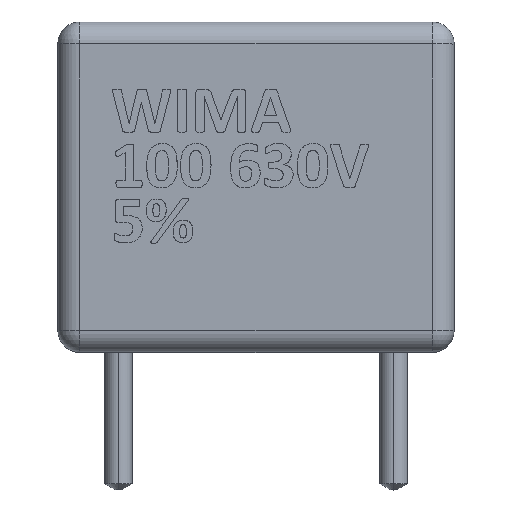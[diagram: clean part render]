
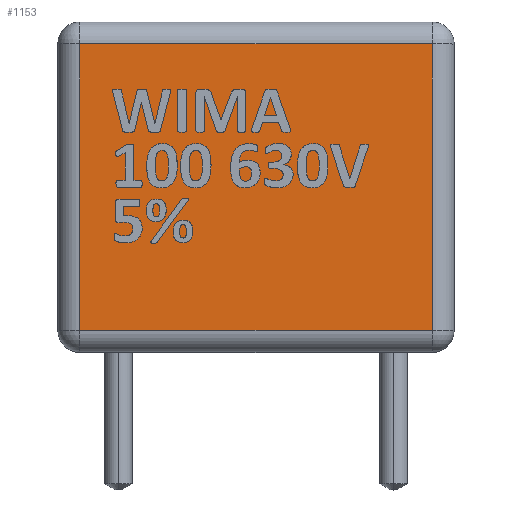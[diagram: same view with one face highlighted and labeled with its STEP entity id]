
A CAD part, top view. The second image highlights one B-rep face of the part: STEP entity #1153.
In plain terms, the highlighted planar face has unit normal (0, 0, 1).
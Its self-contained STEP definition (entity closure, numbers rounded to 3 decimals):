
#343 = CYLINDRICAL_SURFACE('',#344,0.4);
#344 = AXIS2_PLACEMENT_3D('',#345,#346,#347);
#345 = CARTESIAN_POINT('',(-1.465,0.4,1.85));
#346 = DIRECTION('',(1.,0.,0.));
#347 = DIRECTION('',(0.,0.,-1.));
#601 = VERTEX_POINT('',#602);
#602 = CARTESIAN_POINT('',(-1.065,0.4,2.25));
#647 = VERTEX_POINT('',#648);
#648 = CARTESIAN_POINT('',(5.335,0.4,2.25));
#696 = EDGE_CURVE('',#601,#647,#697,.T.);
#697 = SURFACE_CURVE('',#698,(#702,#708),.PCURVE_S1.);
#698 = LINE('',#699,#700);
#699 = CARTESIAN_POINT('',(-1.465,0.4,2.25));
#700 = VECTOR('',#701,1.);
#701 = DIRECTION('',(1.,0.,0.));
#702 = PCURVE('',#343,#703);
#703 = DEFINITIONAL_REPRESENTATION('',(#704),#707);
#704 = B_SPLINE_CURVE_WITH_KNOTS('',1,(#705,#706),.UNSPECIFIED.,.F.,.F.,
  (2,2),(0.4,6.8),.PIECEWISE_BEZIER_KNOTS.);
#705 = CARTESIAN_POINT('',(3.142,0.4));
#706 = CARTESIAN_POINT('',(3.142,6.8));
#707 = ( GEOMETRIC_REPRESENTATION_CONTEXT(2) 
PARAMETRIC_REPRESENTATION_CONTEXT() REPRESENTATION_CONTEXT('2D SPACE',''
  ) );
#708 = PCURVE('',#709,#714);
#709 = PLANE('',#710);
#710 = AXIS2_PLACEMENT_3D('',#711,#712,#713);
#711 = CARTESIAN_POINT('',(-1.465,6.,2.25));
#712 = DIRECTION('',(0.,0.,-1.));
#713 = DIRECTION('',(-1.,0.,0.));
#714 = DEFINITIONAL_REPRESENTATION('',(#715),#719);
#715 = LINE('',#716,#717);
#716 = CARTESIAN_POINT('',(0.,-5.6));
#717 = VECTOR('',#718,1.);
#718 = DIRECTION('',(-1.,0.));
#719 = ( GEOMETRIC_REPRESENTATION_CONTEXT(2) 
PARAMETRIC_REPRESENTATION_CONTEXT() REPRESENTATION_CONTEXT('2D SPACE',''
  ) );
#1040 = CYLINDRICAL_SURFACE('',#1041,0.4);
#1041 = AXIS2_PLACEMENT_3D('',#1042,#1043,#1044);
#1042 = CARTESIAN_POINT('',(-1.065,6.,1.85));
#1043 = DIRECTION('',(0.,-1.,0.));
#1044 = DIRECTION('',(0.,0.,-1.));
#1153 = ADVANCED_FACE('',(#1154),#709,.F.);
#1154 = FACE_BOUND('',#1155,.F.);
#1155 = EDGE_LOOP('',(#1156,#1157,#1179,#1206));
#1156 = ORIENTED_EDGE('',*,*,#696,.F.);
#1157 = ORIENTED_EDGE('',*,*,#1158,.F.);
#1158 = EDGE_CURVE('',#1159,#601,#1161,.T.);
#1159 = VERTEX_POINT('',#1160);
#1160 = CARTESIAN_POINT('',(-1.065,5.6,2.25));
#1161 = SURFACE_CURVE('',#1162,(#1166,#1173),.PCURVE_S1.);
#1162 = LINE('',#1163,#1164);
#1163 = CARTESIAN_POINT('',(-1.065,6.,2.25));
#1164 = VECTOR('',#1165,1.);
#1165 = DIRECTION('',(0.,-1.,0.));
#1166 = PCURVE('',#709,#1167);
#1167 = DEFINITIONAL_REPRESENTATION('',(#1168),#1172);
#1168 = LINE('',#1169,#1170);
#1169 = CARTESIAN_POINT('',(-0.4,0.));
#1170 = VECTOR('',#1171,1.);
#1171 = DIRECTION('',(0.,-1.));
#1172 = ( GEOMETRIC_REPRESENTATION_CONTEXT(2) 
PARAMETRIC_REPRESENTATION_CONTEXT() REPRESENTATION_CONTEXT('2D SPACE',''
  ) );
#1173 = PCURVE('',#1040,#1174);
#1174 = DEFINITIONAL_REPRESENTATION('',(#1175),#1178);
#1175 = B_SPLINE_CURVE_WITH_KNOTS('',1,(#1176,#1177),.UNSPECIFIED.,.F.,
  .F.,(2,2),(0.4,5.6),.PIECEWISE_BEZIER_KNOTS.);
#1176 = CARTESIAN_POINT('',(3.142,0.4));
#1177 = CARTESIAN_POINT('',(3.142,5.6));
#1178 = ( GEOMETRIC_REPRESENTATION_CONTEXT(2) 
PARAMETRIC_REPRESENTATION_CONTEXT() REPRESENTATION_CONTEXT('2D SPACE',''
  ) );
#1179 = ORIENTED_EDGE('',*,*,#1180,.F.);
#1180 = EDGE_CURVE('',#1181,#1159,#1183,.T.);
#1181 = VERTEX_POINT('',#1182);
#1182 = CARTESIAN_POINT('',(5.335,5.6,2.25));
#1183 = SURFACE_CURVE('',#1184,(#1188,#1195),.PCURVE_S1.);
#1184 = LINE('',#1185,#1186);
#1185 = CARTESIAN_POINT('',(-1.465,5.6,2.25));
#1186 = VECTOR('',#1187,1.);
#1187 = DIRECTION('',(-1.,0.,0.));
#1188 = PCURVE('',#709,#1189);
#1189 = DEFINITIONAL_REPRESENTATION('',(#1190),#1194);
#1190 = LINE('',#1191,#1192);
#1191 = CARTESIAN_POINT('',(0.,-0.4));
#1192 = VECTOR('',#1193,1.);
#1193 = DIRECTION('',(1.,0.));
#1194 = ( GEOMETRIC_REPRESENTATION_CONTEXT(2) 
PARAMETRIC_REPRESENTATION_CONTEXT() REPRESENTATION_CONTEXT('2D SPACE',''
  ) );
#1195 = PCURVE('',#1196,#1201);
#1196 = CYLINDRICAL_SURFACE('',#1197,0.4);
#1197 = AXIS2_PLACEMENT_3D('',#1198,#1199,#1200);
#1198 = CARTESIAN_POINT('',(-1.465,5.6,1.85));
#1199 = DIRECTION('',(-1.,0.,0.));
#1200 = DIRECTION('',(0.,0.,1.));
#1201 = DEFINITIONAL_REPRESENTATION('',(#1202),#1205);
#1202 = B_SPLINE_CURVE_WITH_KNOTS('',1,(#1203,#1204),.UNSPECIFIED.,.F.,
  .F.,(2,2),(-6.8,-0.4),.PIECEWISE_BEZIER_KNOTS.);
#1203 = CARTESIAN_POINT('',(0.,-6.8));
#1204 = CARTESIAN_POINT('',(0.,-0.4));
#1205 = ( GEOMETRIC_REPRESENTATION_CONTEXT(2) 
PARAMETRIC_REPRESENTATION_CONTEXT() REPRESENTATION_CONTEXT('2D SPACE',''
  ) );
#1206 = ORIENTED_EDGE('',*,*,#1207,.F.);
#1207 = EDGE_CURVE('',#647,#1181,#1208,.T.);
#1208 = SURFACE_CURVE('',#1209,(#1213,#1220),.PCURVE_S1.);
#1209 = LINE('',#1210,#1211);
#1210 = CARTESIAN_POINT('',(5.335,6.,2.25));
#1211 = VECTOR('',#1212,1.);
#1212 = DIRECTION('',(0.,1.,0.));
#1213 = PCURVE('',#709,#1214);
#1214 = DEFINITIONAL_REPRESENTATION('',(#1215),#1219);
#1215 = LINE('',#1216,#1217);
#1216 = CARTESIAN_POINT('',(-6.8,0.));
#1217 = VECTOR('',#1218,1.);
#1218 = DIRECTION('',(0.,1.));
#1219 = ( GEOMETRIC_REPRESENTATION_CONTEXT(2) 
PARAMETRIC_REPRESENTATION_CONTEXT() REPRESENTATION_CONTEXT('2D SPACE',''
  ) );
#1220 = PCURVE('',#1221,#1226);
#1221 = CYLINDRICAL_SURFACE('',#1222,0.4);
#1222 = AXIS2_PLACEMENT_3D('',#1223,#1224,#1225);
#1223 = CARTESIAN_POINT('',(5.335,6.,1.85));
#1224 = DIRECTION('',(0.,-1.,0.));
#1225 = DIRECTION('',(0.,0.,-1.));
#1226 = DEFINITIONAL_REPRESENTATION('',(#1227),#1230);
#1227 = B_SPLINE_CURVE_WITH_KNOTS('',1,(#1228,#1229),.UNSPECIFIED.,.F.,
  .F.,(2,2),(-5.6,-0.4),.PIECEWISE_BEZIER_KNOTS.);
#1228 = CARTESIAN_POINT('',(3.142,5.6));
#1229 = CARTESIAN_POINT('',(3.142,0.4));
#1230 = ( GEOMETRIC_REPRESENTATION_CONTEXT(2) 
PARAMETRIC_REPRESENTATION_CONTEXT() REPRESENTATION_CONTEXT('2D SPACE',''
  ) );
